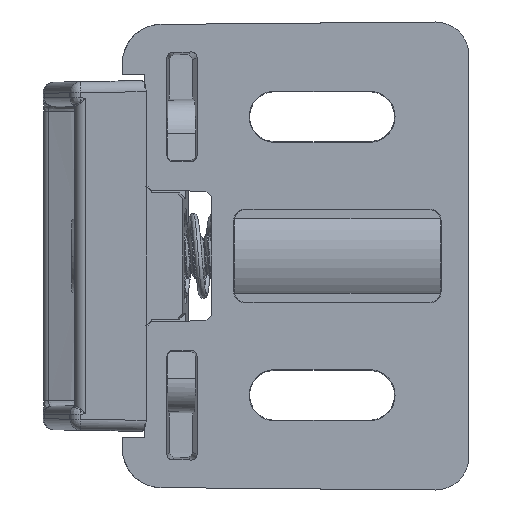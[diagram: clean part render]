
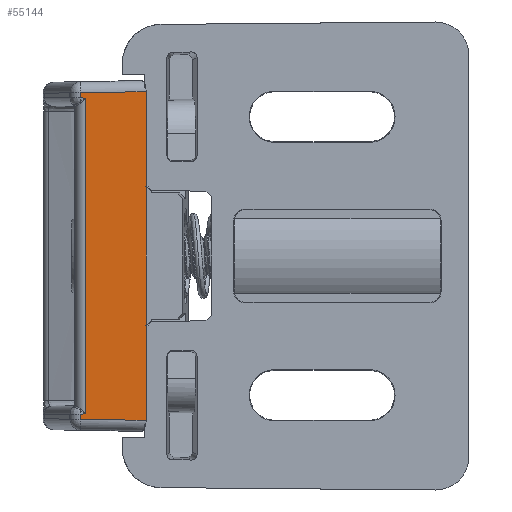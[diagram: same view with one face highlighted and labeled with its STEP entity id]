
A CAD part, left-side view. The second image highlights one B-rep face of the part: STEP entity #55144.
In plain terms, the highlighted planar face has unit normal (-0.999, 0.05, 0).
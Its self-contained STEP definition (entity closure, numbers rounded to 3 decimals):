
#15488=CARTESIAN_POINT('',(-68.468,28.971,
14.75));
#15554=DIRECTION('',(0.,0.,1.));
#15555=VECTOR('',#15554,12.416);
#15556=CARTESIAN_POINT('',(-68.468,28.971,
-6.208));
#15557=LINE('',#15556,#15555);
#15574=DIRECTION('',(-0.05,-0.999,0.017));
#15575=VECTOR('',#15574,5.912);
#15576=CARTESIAN_POINT('',(-68.174,34.874,
14.647));
#15577=LINE('',#15576,#15575);
#15578=DIRECTION('',(0.,0.,-1.));
#15579=VECTOR('',#15578,8.542);
#15580=CARTESIAN_POINT('',(-68.468,28.971,
14.75));
#15581=LINE('',#15580,#15579);
#15582=DIRECTION('',(0.,0.,-1.));
#15583=VECTOR('',#15582,8.542);
#15584=CARTESIAN_POINT('',(-68.468,28.971,
-6.208));
#15585=LINE('',#15584,#15583);
#15586=DIRECTION('',(0.05,0.999,0.017));
#15587=VECTOR('',#15586,5.912);
#15588=CARTESIAN_POINT('',(-68.468,28.971,
-14.75));
#15589=LINE('',#15588,#15587);
#15590=DIRECTION('',(0.,0.,-1.));
#15591=VECTOR('',#15590,0.463);
#15592=CARTESIAN_POINT('',(-68.174,34.874,
-14.184));
#15593=LINE('',#15592,#15591);
#15594=DIRECTION('',(0.05,0.999,-0.017));
#15595=VECTOR('',#15594,0.453);
#15596=CARTESIAN_POINT('',(-68.197,34.422,
-14.176));
#15597=LINE('',#15596,#15595);
#15598=DIRECTION('',(-0.05,-0.999,-0.017));
#15599=VECTOR('',#15598,0.453);
#15600=CARTESIAN_POINT('',(-68.174,34.874,
14.184));
#15601=LINE('',#15600,#15599);
#15602=DIRECTION('',(0.,0.,-1.));
#15603=VECTOR('',#15602,0.463);
#15604=CARTESIAN_POINT('',(-68.174,34.874,
14.647));
#15605=LINE('',#15604,#15603);
#15606=CARTESIAN_POINT('',(-68.468,28.971,
-14.75));
#15824=CARTESIAN_POINT('',(-68.174,34.874,
14.184));
#15871=CARTESIAN_POINT('',(-68.197,34.422,
14.176));
#15878=DIRECTION('',(0.,0.,-1.));
#15879=VECTOR('',#15878,28.352);
#15880=CARTESIAN_POINT('',(-68.197,34.422,
14.176));
#15881=LINE('',#15880,#15879);
#16142=CARTESIAN_POINT('',(-68.174,34.874,
-14.184));
#35938=CARTESIAN_POINT('',(-68.468,28.971,
-6.208));
#35939=VERTEX_POINT('',#35938);
#35946=CARTESIAN_POINT('',(-68.468,28.971,
6.208));
#35947=VERTEX_POINT('',#35946);
#36017=VERTEX_POINT('',#15824);
#36018=VERTEX_POINT('',#16142);
#36020=VERTEX_POINT('',#15488);
#36021=CARTESIAN_POINT('',(-68.174,34.874,
14.647));
#36022=VERTEX_POINT('',#36021);
#36023=VERTEX_POINT('',#15606);
#36025=CARTESIAN_POINT('',(-68.174,34.874,
-14.647));
#36026=VERTEX_POINT('',#36025);
#36229=VERTEX_POINT('',#15871);
#36232=CARTESIAN_POINT('',(-68.197,34.422,
-14.176));
#36233=VERTEX_POINT('',#36232);
#55120=CARTESIAN_POINT('',(-68.468,28.971,-15.75));
#55121=DIRECTION('',(-0.999,0.05,0.));
#55122=DIRECTION('',(0.,0.,1.));
#55123=AXIS2_PLACEMENT_3D('',#55120,#55121,#55122);
#55124=PLANE('',#55123);
#55125=ORIENTED_EDGE('',*,*,#54984,.T.);
#55126=ORIENTED_EDGE('',*,*,#55005,.T.);
#55127=ORIENTED_EDGE('',*,*,#55103,.F.);
#55129=ORIENTED_EDGE('',*,*,#55128,.T.);
#55131=ORIENTED_EDGE('',*,*,#55130,.T.);
#55133=ORIENTED_EDGE('',*,*,#55132,.F.);
#55135=ORIENTED_EDGE('',*,*,#55134,.F.);
#55137=ORIENTED_EDGE('',*,*,#55136,.F.);
#55139=ORIENTED_EDGE('',*,*,#55138,.F.);
#55141=ORIENTED_EDGE('',*,*,#55140,.F.);
#55142=EDGE_LOOP('',(#55125,#55126,#55127,#55129,#55131,#55133,#55135,#55137,
#55139,#55141));
#55143=FACE_OUTER_BOUND('',#55142,.F.);
#55144=ADVANCED_FACE('',(#55143),#55124,.T.);
#54984=EDGE_CURVE('',#36022,#36020,#15577,.T.);
#55005=EDGE_CURVE('',#36020,#35947,#15581,.T.);
#55103=EDGE_CURVE('',#35939,#35947,#15557,.T.);
#55128=EDGE_CURVE('',#35939,#36023,#15585,.T.);
#55130=EDGE_CURVE('',#36023,#36026,#15589,.T.);
#55132=EDGE_CURVE('',#36018,#36026,#15593,.T.);
#55134=EDGE_CURVE('',#36233,#36018,#15597,.T.);
#55136=EDGE_CURVE('',#36229,#36233,#15881,.T.);
#55138=EDGE_CURVE('',#36017,#36229,#15601,.T.);
#55140=EDGE_CURVE('',#36022,#36017,#15605,.T.);
